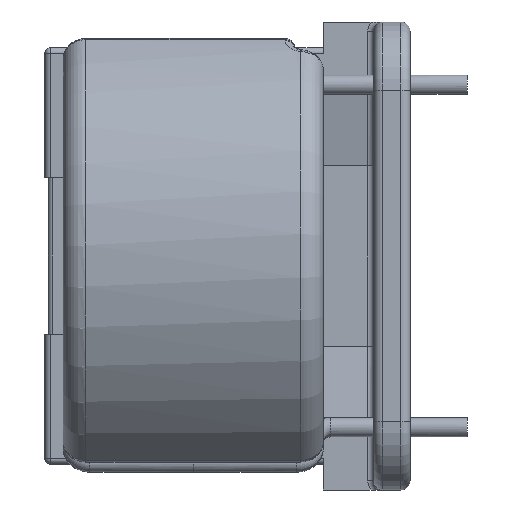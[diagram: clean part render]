
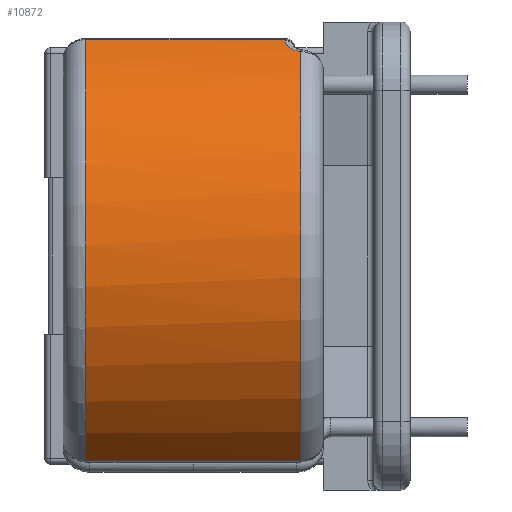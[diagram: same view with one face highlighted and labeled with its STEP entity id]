
A CAD part, left-side view. The second image highlights one B-rep face of the part: STEP entity #10872.
In plain terms, the highlighted cylindrical face has radius 22 mm (diameter 44 mm), a partial arc.
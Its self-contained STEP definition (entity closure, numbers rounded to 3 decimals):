
#51 = AXIS2_PLACEMENT_3D ( 'NONE', #6702, #23990, #16557 ) ;
#372 = CARTESIAN_POINT ( 'NONE',  ( -12.767, -9.4, 17.917 ) ) ;
#768 = EDGE_CURVE ( 'NONE', #2258, #7048, #23708, .T. ) ;
#884 = EDGE_CURVE ( 'NONE', #23268, #5151, #24302, .T. ) ;
#1113 = CARTESIAN_POINT ( 'NONE',  ( -12.767, -9.4, 17.917 ) ) ;
#1301 = CARTESIAN_POINT ( 'NONE',  ( -12.12, -8.3, 18.361 ) ) ;
#2141 = ORIENTED_EDGE ( 'NONE', *, *, #768, .F. ) ;
#2258 = VERTEX_POINT ( 'NONE', #21542 ) ;
#2699 = ORIENTED_EDGE ( 'NONE', *, *, #11304, .F. ) ;
#2730 = CARTESIAN_POINT ( 'NONE',  ( 0., -9.4, 0. ) ) ;
#2901 = DIRECTION ( 'NONE',  ( 0., -1., 0. ) ) ;
#2946 = CARTESIAN_POINT ( 'NONE',  ( -11.319, -8.05, 18.865 ) ) ;
#3156 = VECTOR ( 'NONE', #15240, 1000. ) ;
#3601 = CARTESIAN_POINT ( 'NONE',  ( -12.798, 9.4, -17.895 ) ) ;
#4052 = EDGE_CURVE ( 'NONE', #7048, #13481, #7145, .T. ) ;
#5131 = CARTESIAN_POINT ( 'NONE',  ( -11.49, -8.05, 18.762 ) ) ;
#5151 = VERTEX_POINT ( 'NONE', #3601 ) ;
#5680 = AXIS2_PLACEMENT_3D ( 'NONE', #2730, #2901, #18493 ) ;
#6057 = CARTESIAN_POINT ( 'NONE',  ( 0., -8.05, 0. ) ) ;
#6367 = DIRECTION ( 'NONE',  ( 0., -1., 0. ) ) ;
#6702 = CARTESIAN_POINT ( 'NONE',  ( 0., 9.4, 0. ) ) ;
#7048 = VERTEX_POINT ( 'NONE', #18238 ) ;
#7145 = B_SPLINE_CURVE_WITH_KNOTS ( 'NONE', 3,
 ( #2946, #5131, #16624, #18537, #1301, #24614, #9169, #13054, #20624, #1113 ),
 .UNSPECIFIED., .F., .F.,
 ( 4, 2, 2, 2, 4 ),
 ( 0., 0.001, 0.001, 0.002, 0.002 ),
 .UNSPECIFIED. ) ;
#7792 = AXIS2_PLACEMENT_3D ( 'NONE', #20135, #6367, #23999 ) ;
#8007 = EDGE_LOOP ( 'NONE', ( #21842, #17729, #2141, #2699, #24374, #10214 ) ) ;
#8085 = FACE_OUTER_BOUND ( 'NONE', #8007, .T. ) ;
#9169 = CARTESIAN_POINT ( 'NONE',  ( -12.493, -8.688, 18.109 ) ) ;
#10214 = ORIENTED_EDGE ( 'NONE', *, *, #884, .F. ) ;
#10388 = CARTESIAN_POINT ( 'NONE',  ( -12.798, -9.4, -17.895 ) ) ;
#10872 = ADVANCED_FACE ( 'NONE', ( #8085 ), #24197, .T. ) ;
#10940 = CIRCLE ( 'NONE', #51, 22. ) ;
#11304 = EDGE_CURVE ( 'NONE', #14353, #2258, #20584, .T. ) ;
#11943 = DIRECTION ( 'NONE',  ( 0., 1., 0. ) ) ;
#12396 = CARTESIAN_POINT ( 'NONE',  ( -11.184, 9.4, 18.945 ) ) ;
#13054 = CARTESIAN_POINT ( 'NONE',  ( -12.67, -9.024, 17.985 ) ) ;
#13481 = VERTEX_POINT ( 'NONE', #372 ) ;
#14241 = EDGE_CURVE ( 'NONE', #5151, #14353, #10940, .T. ) ;
#14353 = VERTEX_POINT ( 'NONE', #12396 ) ;
#15240 = DIRECTION ( 'NONE',  ( 0., -1., 0. ) ) ;
#15554 = DIRECTION ( 'NONE',  ( 0., -1., 0. ) ) ;
#16557 = DIRECTION ( 'NONE',  ( 0., 0., 1. ) ) ;
#16624 = CARTESIAN_POINT ( 'NONE',  ( -11.655, -8.081, 18.66 ) ) ;
#17729 = ORIENTED_EDGE ( 'NONE', *, *, #4052, .F. ) ;
#17867 = DIRECTION ( 'NONE',  ( 0., 0., -1. ) ) ;
#18238 = CARTESIAN_POINT ( 'NONE',  ( -11.319, -8.05, 18.865 ) ) ;
#18493 = DIRECTION ( 'NONE',  ( 0., 0., 1. ) ) ;
#18537 = CARTESIAN_POINT ( 'NONE',  ( -11.974, -8.208, 18.457 ) ) ;
#19165 = VECTOR ( 'NONE', #11943, 1000. ) ;
#19968 = CIRCLE ( 'NONE', #5680, 22. ) ;
#20135 = CARTESIAN_POINT ( 'NONE',  ( 0., 11.4, 0. ) ) ;
#20584 = LINE ( 'NONE', #23140, #3156 ) ;
#20624 = CARTESIAN_POINT ( 'NONE',  ( -12.732, -9.205, 17.941 ) ) ;
#21449 = CARTESIAN_POINT ( 'NONE',  ( -12.798, 11.4, -17.895 ) ) ;
#21542 = CARTESIAN_POINT ( 'NONE',  ( -11.184, -8.05, 18.945 ) ) ;
#21842 = ORIENTED_EDGE ( 'NONE', *, *, #25055, .F. ) ;
#22469 = AXIS2_PLACEMENT_3D ( 'NONE', #6057, #15554, #17867 ) ;
#23140 = CARTESIAN_POINT ( 'NONE',  ( -11.184, 11.4, 18.945 ) ) ;
#23268 = VERTEX_POINT ( 'NONE', #10388 ) ;
#23708 = CIRCLE ( 'NONE', #22469, 22. ) ;
#23990 = DIRECTION ( 'NONE',  ( 0., 1., 0. ) ) ;
#23999 = DIRECTION ( 'NONE',  ( 0., 0., -1. ) ) ;
#24197 = CYLINDRICAL_SURFACE ( 'NONE', #7792, 22. ) ;
#24302 = LINE ( 'NONE', #21449, #19165 ) ;
#24374 = ORIENTED_EDGE ( 'NONE', *, *, #14241, .F. ) ;
#24614 = CARTESIAN_POINT ( 'NONE',  ( -12.383, -8.543, 18.185 ) ) ;
#25055 = EDGE_CURVE ( 'NONE', #13481, #23268, #19968, .T. ) ;
